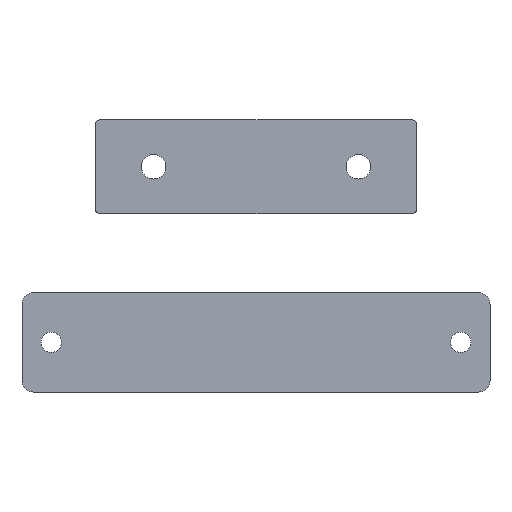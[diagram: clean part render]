
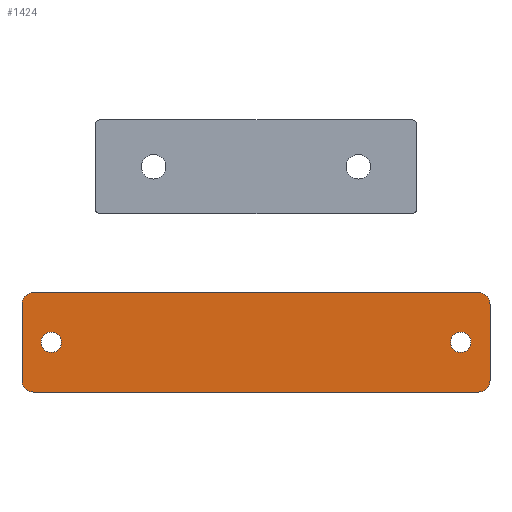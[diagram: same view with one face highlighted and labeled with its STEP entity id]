
A CAD part, front view. The second image highlights one B-rep face of the part: STEP entity #1424.
In plain terms, the highlighted planar face has unit normal (0, -1, 0).
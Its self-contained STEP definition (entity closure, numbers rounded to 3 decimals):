
#16 = DIRECTION ( 'NONE',  ( 0., -1., 0. ) ) ;
#30 = ORIENTED_EDGE ( 'NONE', *, *, #1517, .T. ) ;
#41 = ORIENTED_EDGE ( 'NONE', *, *, #286, .T. ) ;
#47 = CARTESIAN_POINT ( 'NONE',  ( -35., -12., 0. ) ) ;
#48 = CIRCLE ( 'NONE', #784, 2. ) ;
#145 = AXIS2_PLACEMENT_3D ( 'NONE', #990, #760, #3190 ) ;
#191 = LINE ( 'NONE', #1525, #3148 ) ;
#195 = DIRECTION ( 'NONE',  ( -1., 0., 0. ) ) ;
#211 = DIRECTION ( 'NONE',  ( 0., -1., 0. ) ) ;
#225 = CARTESIAN_POINT ( 'NONE',  ( 38., -12., -6.5 ) ) ;
#256 = ORIENTED_EDGE ( 'NONE', *, *, #2530, .T. ) ;
#260 = CARTESIAN_POINT ( 'NONE',  ( 38., -12., 8.5 ) ) ;
#284 = CARTESIAN_POINT ( 'NONE',  ( 36.75, -12., 0. ) ) ;
#286 = EDGE_CURVE ( 'NONE', #1253, #745, #191, .T. ) ;
#294 = VECTOR ( 'NONE', #2576, 1000. ) ;
#299 = LINE ( 'NONE', #714, #2398 ) ;
#380 = AXIS2_PLACEMENT_3D ( 'NONE', #3097, #1717, #2842 ) ;
#412 = VERTEX_POINT ( 'NONE', #1063 ) ;
#414 = EDGE_CURVE ( 'NONE', #2022, #412, #1516, .T. ) ;
#422 = VERTEX_POINT ( 'NONE', #2689 ) ;
#526 = AXIS2_PLACEMENT_3D ( 'NONE', #225, #211, #2949 ) ;
#532 = CARTESIAN_POINT ( 'NONE',  ( -38., -12., 8.5 ) ) ;
#585 = VERTEX_POINT ( 'NONE', #532 ) ;
#633 = FACE_OUTER_BOUND ( 'NONE', #2627, .T. ) ;
#649 = CARTESIAN_POINT ( 'NONE',  ( 40., -12., 8.5 ) ) ;
#664 = VERTEX_POINT ( 'NONE', #1997 ) ;
#709 = ORIENTED_EDGE ( 'NONE', *, *, #3464, .T. ) ;
#714 = CARTESIAN_POINT ( 'NONE',  ( 40., -12., 8.5 ) ) ;
#745 = VERTEX_POINT ( 'NONE', #1478 ) ;
#760 = DIRECTION ( 'NONE',  ( 0., 1., 0. ) ) ;
#771 = VECTOR ( 'NONE', #2983, 1000. ) ;
#779 = DIRECTION ( 'NONE',  ( 0., 1., 0. ) ) ;
#784 = AXIS2_PLACEMENT_3D ( 'NONE', #1617, #3527, #2978 ) ;
#827 = CARTESIAN_POINT ( 'NONE',  ( 40., -12., 6.5 ) ) ;
#833 = DIRECTION ( 'NONE',  ( 0., 1., 0. ) ) ;
#896 = CIRCLE ( 'NONE', #2751, 2. ) ;
#982 = CIRCLE ( 'NONE', #1476, 1.75 ) ;
#990 = CARTESIAN_POINT ( 'NONE',  ( 40., -12., 8.5 ) ) ;
#1030 = EDGE_CURVE ( 'NONE', #2086, #2953, #48, .T. ) ;
#1063 = CARTESIAN_POINT ( 'NONE',  ( 33.25, -12., 0. ) ) ;
#1080 = DIRECTION ( 'NONE',  ( -1., 0., 0. ) ) ;
#1094 = ORIENTED_EDGE ( 'NONE', *, *, #2928, .F. ) ;
#1123 = EDGE_LOOP ( 'NONE', ( #1204, #1438 ) ) ;
#1126 = DIRECTION ( 'NONE',  ( 0., 1., 0. ) ) ;
#1154 = CIRCLE ( 'NONE', #380, 2. ) ;
#1204 = ORIENTED_EDGE ( 'NONE', *, *, #2202, .T. ) ;
#1253 = VERTEX_POINT ( 'NONE', #1673 ) ;
#1406 = FACE_BOUND ( 'NONE', #2613, .T. ) ;
#1424 = ADVANCED_FACE ( 'NONE', ( #1406, #3335, #633 ), #3493, .F. ) ;
#1438 = ORIENTED_EDGE ( 'NONE', *, *, #414, .T. ) ;
#1471 = CARTESIAN_POINT ( 'NONE',  ( 35., -12., 0. ) ) ;
#1476 = AXIS2_PLACEMENT_3D ( 'NONE', #1471, #3396, #2033 ) ;
#1478 = CARTESIAN_POINT ( 'NONE',  ( -40., -12., -6.5 ) ) ;
#1494 = CIRCLE ( 'NONE', #2963, 1.75 ) ;
#1508 = DIRECTION ( 'NONE',  ( 1., 0., 0. ) ) ;
#1516 = CIRCLE ( 'NONE', #2790, 1.75 ) ;
#1517 = EDGE_CURVE ( 'NONE', #3100, #422, #1494, .T. ) ;
#1525 = CARTESIAN_POINT ( 'NONE',  ( -40., -12., 8.5 ) ) ;
#1533 = CIRCLE ( 'NONE', #526, 2. ) ;
#1547 = VERTEX_POINT ( 'NONE', #2766 ) ;
#1617 = CARTESIAN_POINT ( 'NONE',  ( 38., -12., 6.5 ) ) ;
#1673 = CARTESIAN_POINT ( 'NONE',  ( -40., -12., 6.5 ) ) ;
#1675 = LINE ( 'NONE', #3004, #771 ) ;
#1717 = DIRECTION ( 'NONE',  ( 0., -1., 0. ) ) ;
#1897 = ORIENTED_EDGE ( 'NONE', *, *, #3511, .T. ) ;
#1927 = LINE ( 'NONE', #649, #294 ) ;
#1954 = EDGE_CURVE ( 'NONE', #664, #1547, #1675, .T. ) ;
#1997 = CARTESIAN_POINT ( 'NONE',  ( -38., -12., -8.5 ) ) ;
#2022 = VERTEX_POINT ( 'NONE', #284 ) ;
#2033 = DIRECTION ( 'NONE',  ( -1., 0., 0. ) ) ;
#2086 = VERTEX_POINT ( 'NONE', #827 ) ;
#2118 = ORIENTED_EDGE ( 'NONE', *, *, #1030, .T. ) ;
#2178 = DIRECTION ( 'NONE',  ( -1., 0., 0. ) ) ;
#2184 = EDGE_CURVE ( 'NONE', #585, #1253, #1154, .T. ) ;
#2202 = EDGE_CURVE ( 'NONE', #412, #2022, #982, .T. ) ;
#2285 = AXIS2_PLACEMENT_3D ( 'NONE', #2473, #1126, #2178 ) ;
#2369 = ORIENTED_EDGE ( 'NONE', *, *, #1954, .T. ) ;
#2398 = VECTOR ( 'NONE', #1508, 1000. ) ;
#2473 = CARTESIAN_POINT ( 'NONE',  ( -35., -12., 0. ) ) ;
#2530 = EDGE_CURVE ( 'NONE', #745, #664, #896, .T. ) ;
#2576 = DIRECTION ( 'NONE',  ( 0., 0., -1. ) ) ;
#2592 = ORIENTED_EDGE ( 'NONE', *, *, #2184, .T. ) ;
#2613 = EDGE_LOOP ( 'NONE', ( #1897, #30 ) ) ;
#2627 = EDGE_LOOP ( 'NONE', ( #41, #256, #2369, #709, #2885, #2118, #1094, #2592 ) ) ;
#2689 = CARTESIAN_POINT ( 'NONE',  ( -36.75, -12., 0. ) ) ;
#2751 = AXIS2_PLACEMENT_3D ( 'NONE', #3026, #16, #1080 ) ;
#2766 = CARTESIAN_POINT ( 'NONE',  ( 38., -12., -8.5 ) ) ;
#2779 = CIRCLE ( 'NONE', #2285, 1.75 ) ;
#2790 = AXIS2_PLACEMENT_3D ( 'NONE', #3476, #779, #195 ) ;
#2842 = DIRECTION ( 'NONE',  ( -1., 0., 0. ) ) ;
#2885 = ORIENTED_EDGE ( 'NONE', *, *, #3343, .F. ) ;
#2923 = DIRECTION ( 'NONE',  ( 0., 0., -1. ) ) ;
#2928 = EDGE_CURVE ( 'NONE', #585, #2953, #299, .T. ) ;
#2949 = DIRECTION ( 'NONE',  ( -1., 0., 0. ) ) ;
#2953 = VERTEX_POINT ( 'NONE', #260 ) ;
#2963 = AXIS2_PLACEMENT_3D ( 'NONE', #47, #833, #3030 ) ;
#2978 = DIRECTION ( 'NONE',  ( -1., 0., 0. ) ) ;
#2983 = DIRECTION ( 'NONE',  ( 1., 0., 0. ) ) ;
#3004 = CARTESIAN_POINT ( 'NONE',  ( 40., -12., -8.5 ) ) ;
#3026 = CARTESIAN_POINT ( 'NONE',  ( -38., -12., -6.5 ) ) ;
#3030 = DIRECTION ( 'NONE',  ( -1., 0., 0. ) ) ;
#3097 = CARTESIAN_POINT ( 'NONE',  ( -38., -12., 6.5 ) ) ;
#3100 = VERTEX_POINT ( 'NONE', #3218 ) ;
#3148 = VECTOR ( 'NONE', #2923, 1000. ) ;
#3190 = DIRECTION ( 'NONE',  ( -1., 0., 0. ) ) ;
#3218 = CARTESIAN_POINT ( 'NONE',  ( -33.25, -12., 0. ) ) ;
#3327 = VERTEX_POINT ( 'NONE', #3406 ) ;
#3335 = FACE_BOUND ( 'NONE', #1123, .T. ) ;
#3343 = EDGE_CURVE ( 'NONE', #2086, #3327, #1927, .T. ) ;
#3396 = DIRECTION ( 'NONE',  ( 0., 1., 0. ) ) ;
#3406 = CARTESIAN_POINT ( 'NONE',  ( 40., -12., -6.5 ) ) ;
#3464 = EDGE_CURVE ( 'NONE', #1547, #3327, #1533, .T. ) ;
#3476 = CARTESIAN_POINT ( 'NONE',  ( 35., -12., 0. ) ) ;
#3493 = PLANE ( 'NONE',  #145 ) ;
#3511 = EDGE_CURVE ( 'NONE', #422, #3100, #2779, .T. ) ;
#3527 = DIRECTION ( 'NONE',  ( 0., -1., 0. ) ) ;
